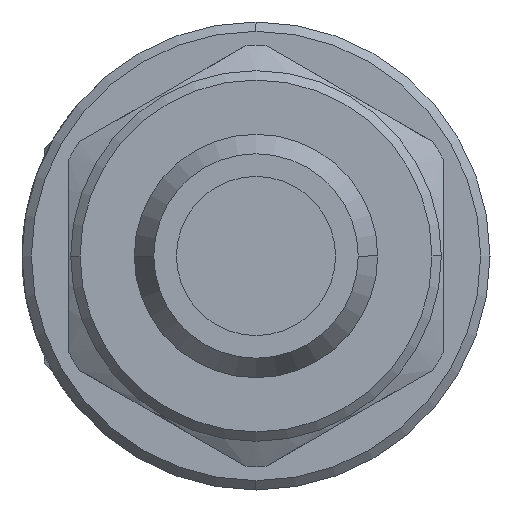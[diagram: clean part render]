
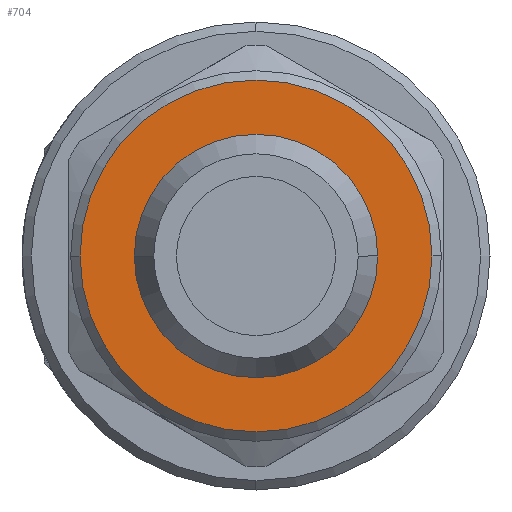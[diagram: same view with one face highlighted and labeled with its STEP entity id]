
A CAD part, left-side view. The second image highlights one B-rep face of the part: STEP entity #704.
In plain terms, the highlighted planar face has unit normal (-1, 0, 0).
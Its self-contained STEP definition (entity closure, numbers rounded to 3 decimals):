
#43 = CARTESIAN_POINT ( 'NONE',  ( -52.5, 0., 0. ) ) ;
#44 = DIRECTION ( 'NONE',  ( -1., 0., 0. ) ) ;
#45 = DIRECTION ( 'NONE',  ( 0., -1., 0. ) ) ;
#46 = CARTESIAN_POINT ( 'NONE',  ( -52.5, 0., 0. ) ) ;
#47 = DIRECTION ( 'NONE',  ( -1., 0., 0. ) ) ;
#48 = DIRECTION ( 'NONE',  ( 0., -1., 0. ) ) ;
#396 = CARTESIAN_POINT ( 'NONE',  ( -52.5, -9.4, 0. ) ) ;
#417 = CARTESIAN_POINT ( 'NONE',  ( -52.5, 9.4, 0. ) ) ;
#454 = CARTESIAN_POINT ( 'NONE',  ( -52.5, -6.5, 0. ) ) ;
#518 = CARTESIAN_POINT ( 'NONE',  ( -52.5, 6.5, 0. ) ) ;
#583 = EDGE_CURVE ( 'NONE', #1514, #1957, #1717, .T. ) ;
#699 = EDGE_CURVE ( 'NONE', #2096, #2665, #1796, .T. ) ;
#704 = ADVANCED_FACE ( 'NONE', ( #2473, #2474 ), #1408, .T. ) ;
#767 = EDGE_CURVE ( 'NONE', #1957, #1514, #1915, .T. ) ;
#768 = EDGE_CURVE ( 'NONE', #2665, #2096, #1875, .T. ) ;
#916 = DIRECTION ( 'NONE',  ( -1., 0., 0. ) ) ;
#931 = CARTESIAN_POINT ( 'NONE',  ( -52.5, 0., 0. ) ) ;
#936 = DIRECTION ( 'NONE',  ( 0., -1., 0. ) ) ;
#1393 = CARTESIAN_POINT ( 'NONE',  ( -52.5, 0., 0. ) ) ;
#1394 = DIRECTION ( 'NONE',  ( -1., 0., 0. ) ) ;
#1395 = DIRECTION ( 'NONE',  ( 0., -1., 0. ) ) ;
#1408 = PLANE ( 'NONE',  #1631 ) ;
#1409 = CARTESIAN_POINT ( 'NONE',  ( -52.5, 0., 6.5 ) ) ;
#1410 = DIRECTION ( 'NONE',  ( -1., 0., 0. ) ) ;
#1411 = DIRECTION ( 'NONE',  ( 0., -1., 0. ) ) ;
#1514 = VERTEX_POINT ( 'NONE', #396 ) ;
#1576 = AXIS2_PLACEMENT_3D ( 'NONE', #931, #916, #936 ) ;
#1631 = AXIS2_PLACEMENT_3D ( 'NONE', #1409, #1410, #1411 ) ;
#1697 = AXIS2_PLACEMENT_3D ( 'NONE', #1393, #1394, #1395 ) ;
#1717 = CIRCLE ( 'NONE', #1576, 9.4 ) ;
#1796 = CIRCLE ( 'NONE', #1697, 6.5 ) ;
#1864 = AXIS2_PLACEMENT_3D ( 'NONE', #46, #47, #48 ) ;
#1875 = CIRCLE ( 'NONE', #1864, 6.5 ) ;
#1879 = AXIS2_PLACEMENT_3D ( 'NONE', #43, #44, #45 ) ;
#1915 = CIRCLE ( 'NONE', #1879, 9.4 ) ;
#1957 = VERTEX_POINT ( 'NONE', #417 ) ;
#2096 = VERTEX_POINT ( 'NONE', #454 ) ;
#2160 = EDGE_LOOP ( 'NONE', ( #2715, #2767 ) ) ;
#2168 = EDGE_LOOP ( 'NONE', ( #2780, #2730 ) ) ;
#2473 = FACE_OUTER_BOUND ( 'NONE', #2168, .T. ) ;
#2474 = FACE_BOUND ( 'NONE', #2160, .T. ) ;
#2665 = VERTEX_POINT ( 'NONE', #518 ) ;
#2715 = ORIENTED_EDGE ( 'NONE', *, *, #699, .F. ) ;
#2730 = ORIENTED_EDGE ( 'NONE', *, *, #583, .T. ) ;
#2767 = ORIENTED_EDGE ( 'NONE', *, *, #768, .F. ) ;
#2780 = ORIENTED_EDGE ( 'NONE', *, *, #767, .T. ) ;
